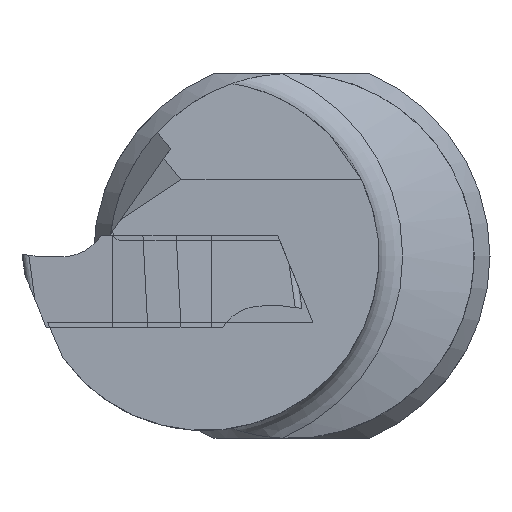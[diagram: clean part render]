
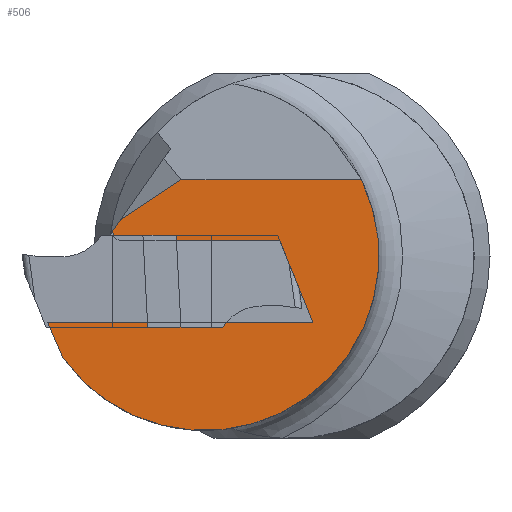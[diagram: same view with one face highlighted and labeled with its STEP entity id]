
A CAD part, left-side view. The second image highlights one B-rep face of the part: STEP entity #506.
In plain terms, the highlighted planar face has unit normal (-1, 0, 0).
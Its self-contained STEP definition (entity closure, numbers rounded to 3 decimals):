
#53=CIRCLE('',#1448,11.);
#54=CIRCLE('',#1449,0.5);
#506=ADVANCED_FACE('',(#597),#553,.F.);
#553=PLANE('',#1450);
#597=FACE_OUTER_BOUND('',#651,.T.);
#651=EDGE_LOOP('',(#863,#864,#865,#866,#867,#868,#869,#870,#871));
#863=ORIENTED_EDGE('',*,*,#1152,.T.);
#864=ORIENTED_EDGE('',*,*,#1153,.T.);
#865=ORIENTED_EDGE('',*,*,#1154,.F.);
#866=ORIENTED_EDGE('',*,*,#1155,.F.);
#867=ORIENTED_EDGE('',*,*,#1156,.F.);
#868=ORIENTED_EDGE('',*,*,#1157,.T.);
#869=ORIENTED_EDGE('',*,*,#1158,.F.);
#870=ORIENTED_EDGE('',*,*,#1159,.T.);
#871=ORIENTED_EDGE('',*,*,#1160,.T.);
#1033=VERTEX_POINT('',#1963);
#1034=VERTEX_POINT('',#1964);
#1035=VERTEX_POINT('',#1966);
#1036=VERTEX_POINT('',#1968);
#1037=VERTEX_POINT('',#1970);
#1038=VERTEX_POINT('',#1972);
#1039=VERTEX_POINT('',#1974);
#1040=VERTEX_POINT('',#1976);
#1041=VERTEX_POINT('',#1978);
#1152=EDGE_CURVE('',#1033,#1034,#1270,.T.);
#1153=EDGE_CURVE('',#1034,#1035,#1271,.T.);
#1154=EDGE_CURVE('',#1036,#1035,#1272,.T.);
#1155=EDGE_CURVE('',#1037,#1036,#53,.T.);
#1156=EDGE_CURVE('',#1038,#1037,#1273,.T.);
#1157=EDGE_CURVE('',#1038,#1039,#1274,.T.);
#1158=EDGE_CURVE('',#1040,#1039,#1275,.T.);
#1159=EDGE_CURVE('',#1040,#1041,#54,.T.);
#1160=EDGE_CURVE('',#1041,#1033,#1276,.T.);
#1270=LINE('',#1962,#1370);
#1271=LINE('',#1965,#1371);
#1272=LINE('',#1967,#1372);
#1273=LINE('',#1971,#1373);
#1274=LINE('',#1973,#1374);
#1275=LINE('',#1975,#1375);
#1276=LINE('',#1979,#1376);
#1370=VECTOR('',#1655,1.);
#1371=VECTOR('',#1656,1.);
#1372=VECTOR('',#1657,1.);
#1373=VECTOR('',#1660,1.);
#1374=VECTOR('',#1661,1.);
#1375=VECTOR('',#1662,1.);
#1376=VECTOR('',#1665,1.);
#1448=AXIS2_PLACEMENT_3D('',#1969,#1658,#1659);
#1449=AXIS2_PLACEMENT_3D('',#1977,#1663,#1664);
#1450=AXIS2_PLACEMENT_3D('',#1980,#1666,#1667);
#1655=DIRECTION('',(0.,-0.375,-0.927));
#1656=DIRECTION('',(0.,1.,0.));
#1657=DIRECTION('',(0.,0.394,0.919));
#1658=DIRECTION('',(1.,0.,0.));
#1659=DIRECTION('',(0.,0.,-1.));
#1660=DIRECTION('',(0.,-1.,0.));
#1661=DIRECTION('',(0.,0.833,-0.554));
#1662=DIRECTION('',(0.,-0.574,0.819));
#1663=DIRECTION('',(-1.,0.,0.));
#1664=DIRECTION('',(0.,0.,-1.));
#1665=DIRECTION('',(0.,-1.,0.));
#1666=DIRECTION('',(1.,0.,0.));
#1667=DIRECTION('',(0.,0.,-1.));
#1962=CARTESIAN_POINT('',(0.3,0.307,-0.124));
#1963=CARTESIAN_POINT('',(0.3,0.762,1.));
#1964=CARTESIAN_POINT('',(0.3,-1.339,-4.2));
#1965=CARTESIAN_POINT('',(0.3,0.,-4.2));
#1966=CARTESIAN_POINT('',(0.3,15.383,-4.2));
#1967=CARTESIAN_POINT('',(0.3,14.517,-6.222));
#1968=CARTESIAN_POINT('',(0.3,14.431,-6.421));
#1969=CARTESIAN_POINT('',(0.3,5.5,0.));
#1970=CARTESIAN_POINT('',(0.3,-4.397,4.8));
#1971=CARTESIAN_POINT('',(0.3,0.,4.8));
#1972=CARTESIAN_POINT('',(0.3,6.982,4.8));
#1973=CARTESIAN_POINT('',(0.3,4.354,6.548));
#1974=CARTESIAN_POINT('',(0.3,10.775,2.278));
#1975=CARTESIAN_POINT('',(0.3,8.3,5.812));
#1976=CARTESIAN_POINT('',(0.3,11.264,1.58));
#1977=CARTESIAN_POINT('',(0.3,10.77,1.5));
#1978=CARTESIAN_POINT('',(0.3,10.77,1.));
#1979=CARTESIAN_POINT('',(0.3,0.,1.));
#1980=CARTESIAN_POINT('',(0.3,0.,0.));
